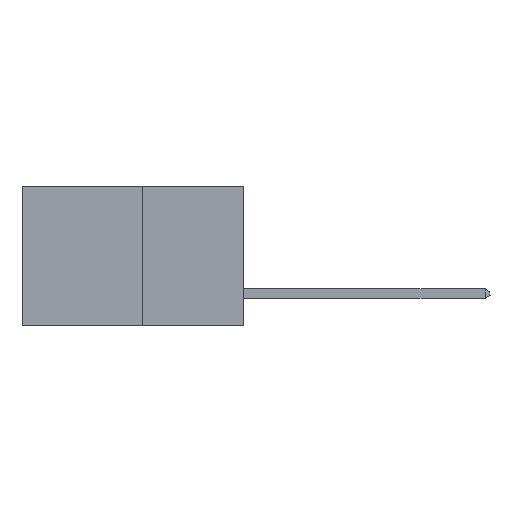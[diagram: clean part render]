
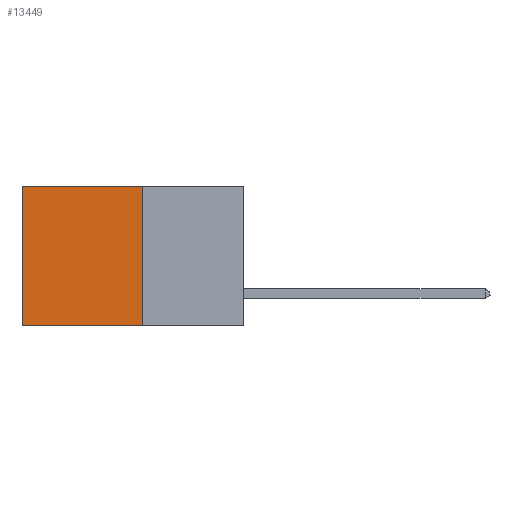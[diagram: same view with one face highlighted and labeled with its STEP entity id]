
A CAD part, left-side view. The second image highlights one B-rep face of the part: STEP entity #13449.
In plain terms, the highlighted planar face has unit normal (-1, 0, 0).
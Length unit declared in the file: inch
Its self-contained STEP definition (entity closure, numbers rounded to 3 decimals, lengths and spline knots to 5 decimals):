
#623 = ORIENTED_EDGE ( 'NONE', *, *, #14278, .F. ) ;
#1250 = VECTOR ( 'NONE', #14017, 39.37008 ) ;
#1519 = LINE ( 'NONE', #10943, #10149 ) ;
#1644 = LINE ( 'NONE', #13847, #7715 ) ;
#2405 = FACE_OUTER_BOUND ( 'NONE', #3730, .T. ) ;
#2621 = EDGE_CURVE ( 'NONE', #2859, #7975, #10253, .T. ) ;
#2859 = VERTEX_POINT ( 'NONE', #6427 ) ;
#3730 = EDGE_LOOP ( 'NONE', ( #9121, #623, #10903, #7475 ) ) ;
#4719 = PLANE ( 'NONE',  #14294 ) ;
#5890 = DIRECTION ( 'NONE',  ( 1., 0., 0. ) ) ;
#6217 = CARTESIAN_POINT ( 'NONE',  ( 0.277, 0.59, -0.37 ) ) ;
#6221 = DIRECTION ( 'NONE',  ( 0., 1., 0. ) ) ;
#6427 = CARTESIAN_POINT ( 'NONE',  ( 0.277, 0.27, 0. ) ) ;
#7358 = DIRECTION ( 'NONE',  ( 0., 0., -1. ) ) ;
#7475 = ORIENTED_EDGE ( 'NONE', *, *, #2621, .T. ) ;
#7715 = VECTOR ( 'NONE', #6221, 39.37008 ) ;
#7975 = VERTEX_POINT ( 'NONE', #13933 ) ;
#9121 = ORIENTED_EDGE ( 'NONE', *, *, #12441, .T. ) ;
#10149 = VECTOR ( 'NONE', #12026, 39.37008 ) ;
#10253 = LINE ( 'NONE', #14124, #1250 ) ;
#10376 = VERTEX_POINT ( 'NONE', #12214 ) ;
#10837 = VECTOR ( 'NONE', #7358, 39.37008 ) ;
#10903 = ORIENTED_EDGE ( 'NONE', *, *, #11953, .F. ) ;
#10943 = CARTESIAN_POINT ( 'NONE',  ( 0.277, 0.27, -0.37 ) ) ;
#11312 = VERTEX_POINT ( 'NONE', #11638 ) ;
#11638 = CARTESIAN_POINT ( 'NONE',  ( 0.277, 0.59, -0.37 ) ) ;
#11953 = EDGE_CURVE ( 'NONE', #2859, #10376, #1519, .T. ) ;
#12026 = DIRECTION ( 'NONE',  ( 0., 0., -1. ) ) ;
#12214 = CARTESIAN_POINT ( 'NONE',  ( 0.277, 0.27, -0.37 ) ) ;
#12441 = EDGE_CURVE ( 'NONE', #7975, #11312, #14028, .T. ) ;
#12456 = CARTESIAN_POINT ( 'NONE',  ( 0.277, 0.27, -0.37 ) ) ;
#13449 = ADVANCED_FACE ( 'NONE', ( #2405 ), #4719, .F. ) ;
#13554 = DIRECTION ( 'NONE',  ( 0., 0., -1. ) ) ;
#13847 = CARTESIAN_POINT ( 'NONE',  ( 0.277, 0.27, -0.37 ) ) ;
#13933 = CARTESIAN_POINT ( 'NONE',  ( 0.277, 0.59, 0. ) ) ;
#14017 = DIRECTION ( 'NONE',  ( 0., 1., 0. ) ) ;
#14028 = LINE ( 'NONE', #6217, #10837 ) ;
#14124 = CARTESIAN_POINT ( 'NONE',  ( 0.277, 0.27, 0. ) ) ;
#14278 = EDGE_CURVE ( 'NONE', #10376, #11312, #1644, .T. ) ;
#14294 = AXIS2_PLACEMENT_3D ( 'NONE', #12456, #5890, #13554 ) ;
